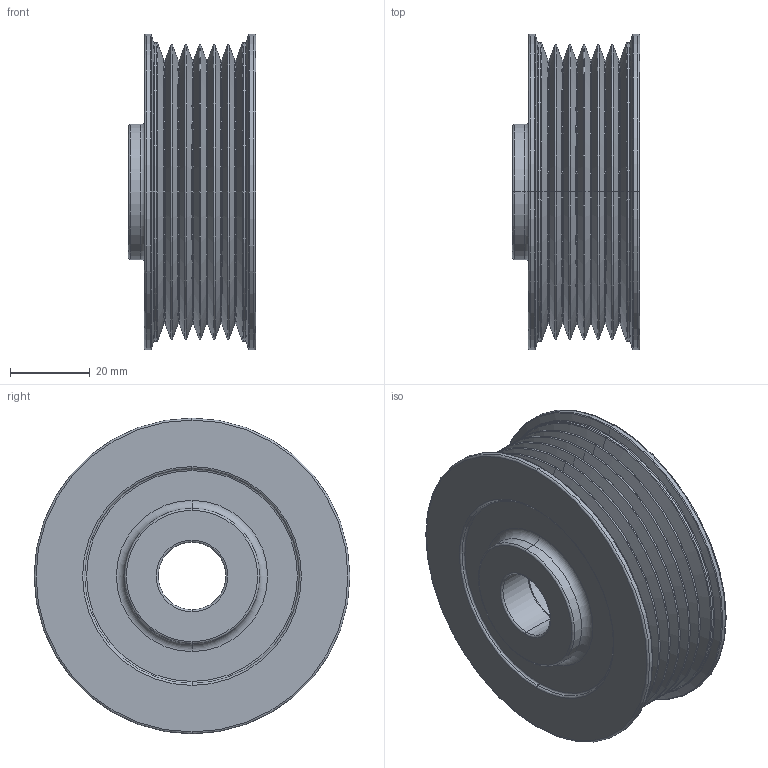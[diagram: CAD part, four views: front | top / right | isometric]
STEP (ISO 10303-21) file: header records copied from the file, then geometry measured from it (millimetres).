
FILE_DESCRIPTION (( 'STEP AP214' ), '1' );
FILE_NAME ('RR21002C.STEP', '2024-03-04T19:30:21', ( '' ), ( '' ), 'SwSTEP 2.0', 'SolidWorks 2021', '' );
FILE_SCHEMA (( 'AUTOMOTIVE_DESIGN' ));
Length unit declared in the file: millimetre
Products named in the file (1): RR21002C
Bounding box: 32 x 79.4 x 79.4 mm (x, y, z)
Volume: 56170.9 mm3; surface area: 28432.6 mm2
Topology: 1 solids, 1 shells, 113 faces, 226 edges, 118 vertices
Faces by surface type: torus 66, cone 28, cylinder 14, plane 5
Entity records: 2958 total; most frequent: DIRECTION 638, CARTESIAN_POINT 458, ORIENTED_EDGE 452, AXIS2_PLACEMENT_3D 298, EDGE_CURVE 226, CIRCLE 184, EDGE_LOOP 118, VERTEX_POINT 118
